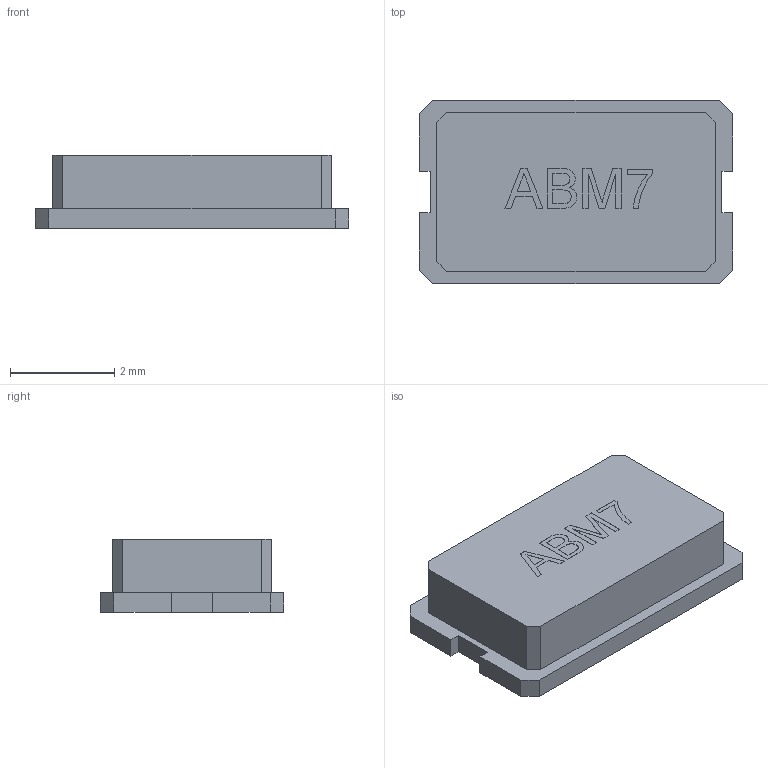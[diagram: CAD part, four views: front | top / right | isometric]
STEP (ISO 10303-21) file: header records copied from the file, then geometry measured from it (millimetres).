
FILE_DESCRIPTION(('FreeCAD Model'),'2;1');
FILE_NAME('ABM7.step', '2021-06-27T17:26:52',('kicad StepUp'),('ksu MCAD'), 'Open CASCADE STEP processor 7.3','FreeCAD','Unknown');
FILE_SCHEMA(('AUTOMOTIVE_DESIGN { 1 0 10303 214 1 1 1 1 }'));
Length unit declared in the file: millimetre
Products named in the file (1): ABM7
Bounding box: 5.99 x 3.51 x 1.4 mm (x, y, z)
Volume: 24.3 mm3; surface area: 65.1 mm2
Topology: 1 solids, 1 shells, 101 faces, 273 edges, 182 vertices
Faces by surface type: plane 84, bspline 17
Entity records: 4582 total; most frequent: CARTESIAN_POINT 1430, ORIENTED_EDGE 546, DIRECTION 409, EDGE_CURVE 273, LINE 239, VECTOR 239, VERTEX_POINT 182, FACE_BOUND 109
